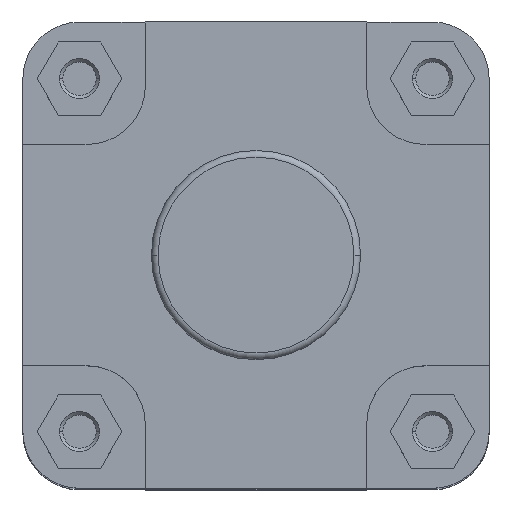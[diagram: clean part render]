
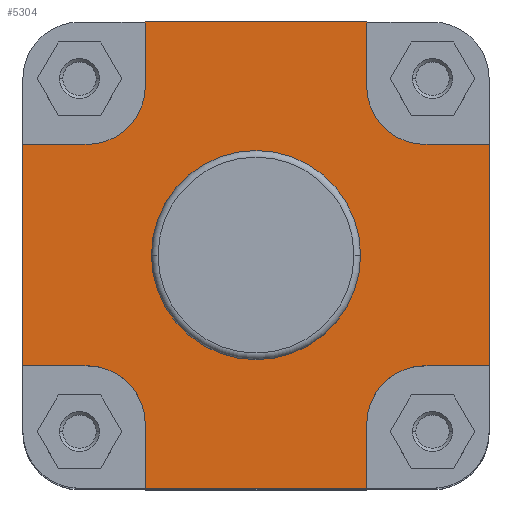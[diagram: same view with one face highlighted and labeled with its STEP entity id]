
A CAD part, top view. The second image highlights one B-rep face of the part: STEP entity #5304.
In plain terms, the highlighted planar face has unit normal (0, 0, 1).
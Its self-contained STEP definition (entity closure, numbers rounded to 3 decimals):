
#480 = CIRCLE ( 'NONE', #1946, 31.4 ) ;
#560 = LINE ( 'NONE', #2626, #564 ) ;
#563 = VECTOR ( 'NONE', #2634, 1000. ) ;
#564 = VECTOR ( 'NONE', #2628, 1000. ) ;
#565 = LINE ( 'NONE', #2633, #563 ) ;
#566 = LINE ( 'NONE', #2644, #573 ) ;
#568 = VECTOR ( 'NONE', #2645, 1000. ) ;
#569 = CIRCLE ( 'NONE', #1956, 31.4 ) ;
#571 = LINE ( 'NONE', #2639, #568 ) ;
#572 = CIRCLE ( 'NONE', #1959, 17.5 ) ;
#573 = VECTOR ( 'NONE', #2646, 1000. ) ;
#574 = VECTOR ( 'NONE', #2654, 1000. ) ;
#575 = LINE ( 'NONE', #2648, #576 ) ;
#576 = VECTOR ( 'NONE', #2649, 1000. ) ;
#577 = LINE ( 'NONE', #2655, #582 ) ;
#578 = LINE ( 'NONE', #2653, #581 ) ;
#579 = LINE ( 'NONE', #2647, #574 ) ;
#580 = CIRCLE ( 'NONE', #1961, 17.5 ) ;
#581 = VECTOR ( 'NONE', #2656, 1000. ) ;
#582 = VECTOR ( 'NONE', #2658, 1000. ) ;
#583 = VECTOR ( 'NONE', #2663, 1000. ) ;
#584 = LINE ( 'NONE', #2664, #589 ) ;
#585 = LINE ( 'NONE', #2662, #588 ) ;
#586 = LINE ( 'NONE', #2657, #583 ) ;
#587 = CIRCLE ( 'NONE', #1960, 17.5 ) ;
#588 = VECTOR ( 'NONE', #2665, 1000. ) ;
#589 = VECTOR ( 'NONE', #2667, 1000. ) ;
#590 = VECTOR ( 'NONE', #2672, 1000. ) ;
#591 = LINE ( 'NONE', #2666, #590 ) ;
#592 = CIRCLE ( 'NONE', #1957, 17.5 ) ;
#944 = FACE_BOUND ( 'NONE', #6764, .T. ) ;
#954 = FACE_OUTER_BOUND ( 'NONE', #6743, .T. ) ;
#1549 = EDGE_CURVE ( 'NONE', #7228, #7424, #480, .T. ) ;
#1600 = EDGE_CURVE ( 'NONE', #7297, #7299, #560, .T. ) ;
#1602 = EDGE_CURVE ( 'NONE', #7294, #7311, #565, .T. ) ;
#1603 = EDGE_CURVE ( 'NONE', #7424, #7228, #569, .T. ) ;
#1605 = EDGE_CURVE ( 'NONE', #7311, #7314, #572, .T. ) ;
#1606 = EDGE_CURVE ( 'NONE', #7314, #7299, #571, .T. ) ;
#1607 = EDGE_CURVE ( 'NONE', #7294, #7293, #566, .T. ) ;
#1608 = EDGE_CURVE ( 'NONE', #7272, #7293, #575, .T. ) ;
#1609 = EDGE_CURVE ( 'NONE', #7276, #7272, #580, .T. ) ;
#1610 = EDGE_CURVE ( 'NONE', #7300, #7276, #579, .T. ) ;
#1611 = EDGE_CURVE ( 'NONE', #7310, #7300, #578, .T. ) ;
#1612 = EDGE_CURVE ( 'NONE', #7257, #7310, #577, .T. ) ;
#1613 = EDGE_CURVE ( 'NONE', #7308, #7257, #587, .T. ) ;
#1614 = EDGE_CURVE ( 'NONE', #7466, #7308, #586, .T. ) ;
#1615 = EDGE_CURVE ( 'NONE', #7471, #7466, #585, .T. ) ;
#1616 = EDGE_CURVE ( 'NONE', #7542, #7471, #584, .T. ) ;
#1617 = EDGE_CURVE ( 'NONE', #7464, #7542, #592, .T. ) ;
#1618 = EDGE_CURVE ( 'NONE', #7297, #7464, #591, .T. ) ;
#1946 = AXIS2_PLACEMENT_3D ( 'NONE', #2522, #2526, #2527 ) ;
#1956 = AXIS2_PLACEMENT_3D ( 'NONE', #2635, #2637, #2638 ) ;
#1957 = AXIS2_PLACEMENT_3D ( 'NONE', #2668, #2669, #2670 ) ;
#1959 = AXIS2_PLACEMENT_3D ( 'NONE', #2636, #2642, #2643 ) ;
#1960 = AXIS2_PLACEMENT_3D ( 'NONE', #2659, #2660, #2661 ) ;
#1961 = AXIS2_PLACEMENT_3D ( 'NONE', #2650, #2651, #2652 ) ;
#2082 = AXIS2_PLACEMENT_3D ( 'NONE', #3211, #3213, #3214 ) ;
#2522 = CARTESIAN_POINT ( 'NONE',  ( 0., 0., -6. ) ) ;
#2526 = DIRECTION ( 'NONE',  ( 0., 0., 1. ) ) ;
#2527 = DIRECTION ( 'NONE',  ( 1., 0., 0. ) ) ;
#2626 = CARTESIAN_POINT ( 'NONE',  ( -70., -154.141, -6. ) ) ;
#2628 = DIRECTION ( 'NONE',  ( 0., -1., 0. ) ) ;
#2633 = CARTESIAN_POINT ( 'NONE',  ( -33.25, -50.75, -6. ) ) ;
#2634 = DIRECTION ( 'NONE',  ( 0., 1., 0. ) ) ;
#2635 = CARTESIAN_POINT ( 'NONE',  ( 0., 0., -6. ) ) ;
#2636 = CARTESIAN_POINT ( 'NONE',  ( -50.75, -50.75, -6. ) ) ;
#2637 = DIRECTION ( 'NONE',  ( 0., 0., 1. ) ) ;
#2638 = DIRECTION ( 'NONE',  ( 1., 0., 0. ) ) ;
#2639 = CARTESIAN_POINT ( 'NONE',  ( -70., -33.25, -6. ) ) ;
#2642 = DIRECTION ( 'NONE',  ( 0., 0., 1. ) ) ;
#2643 = DIRECTION ( 'NONE',  ( -1., 0., 0. ) ) ;
#2644 = CARTESIAN_POINT ( 'NONE',  ( 0., -70., -6. ) ) ;
#2645 = DIRECTION ( 'NONE',  ( -1., 0., 0. ) ) ;
#2646 = DIRECTION ( 'NONE',  ( 1., 0., 0. ) ) ;
#2647 = CARTESIAN_POINT ( 'NONE',  ( 50.75, -33.25, -6. ) ) ;
#2648 = CARTESIAN_POINT ( 'NONE',  ( 33.25, -70., -6. ) ) ;
#2649 = DIRECTION ( 'NONE',  ( 0., -1., 0. ) ) ;
#2650 = CARTESIAN_POINT ( 'NONE',  ( 50.75, -50.75, -6. ) ) ;
#2651 = DIRECTION ( 'NONE',  ( 0., 0., 1. ) ) ;
#2652 = DIRECTION ( 'NONE',  ( -1., 0., 0. ) ) ;
#2653 = CARTESIAN_POINT ( 'NONE',  ( 70., -154.141, -6. ) ) ;
#2654 = DIRECTION ( 'NONE',  ( -1., 0., 0. ) ) ;
#2655 = CARTESIAN_POINT ( 'NONE',  ( 70., 33.25, -6. ) ) ;
#2656 = DIRECTION ( 'NONE',  ( 0., -1., 0. ) ) ;
#2657 = CARTESIAN_POINT ( 'NONE',  ( 33.25, 50.75, -6. ) ) ;
#2658 = DIRECTION ( 'NONE',  ( 1., 0., 0. ) ) ;
#2659 = CARTESIAN_POINT ( 'NONE',  ( 50.75, 50.75, -6. ) ) ;
#2660 = DIRECTION ( 'NONE',  ( 0., 0., 1. ) ) ;
#2661 = DIRECTION ( 'NONE',  ( -1., 0., 0. ) ) ;
#2662 = CARTESIAN_POINT ( 'NONE',  ( 0., 70., -6. ) ) ;
#2663 = DIRECTION ( 'NONE',  ( 0., -1., 0. ) ) ;
#2664 = CARTESIAN_POINT ( 'NONE',  ( -33.25, 70., -6. ) ) ;
#2665 = DIRECTION ( 'NONE',  ( 1., 0., 0. ) ) ;
#2666 = CARTESIAN_POINT ( 'NONE',  ( -50.75, 33.25, -6. ) ) ;
#2667 = DIRECTION ( 'NONE',  ( 0., 1., 0. ) ) ;
#2668 = CARTESIAN_POINT ( 'NONE',  ( -50.75, 50.75, -6. ) ) ;
#2669 = DIRECTION ( 'NONE',  ( 0., 0., 1. ) ) ;
#2670 = DIRECTION ( 'NONE',  ( -1., 0., 0. ) ) ;
#2672 = DIRECTION ( 'NONE',  ( 1., 0., 0. ) ) ;
#3211 = CARTESIAN_POINT ( 'NONE',  ( 0., 31.4, -6. ) ) ;
#3212 = PLANE ( 'NONE',  #2082 ) ;
#3213 = DIRECTION ( 'NONE',  ( 0., 0., -1. ) ) ;
#3214 = DIRECTION ( 'NONE',  ( -1., 0., 0. ) ) ;
#4291 = CARTESIAN_POINT ( 'NONE',  ( 31.4, 0., -6. ) ) ;
#4323 = CARTESIAN_POINT ( 'NONE',  ( 50.75, 33.25, -6. ) ) ;
#4338 = CARTESIAN_POINT ( 'NONE',  ( 33.25, -50.75, -6. ) ) ;
#4341 = CARTESIAN_POINT ( 'NONE',  ( 50.75, -33.25, -6. ) ) ;
#4352 = CARTESIAN_POINT ( 'NONE',  ( 33.25, -70., -6. ) ) ;
#4353 = CARTESIAN_POINT ( 'NONE',  ( -33.25, -70., -6. ) ) ;
#4356 = CARTESIAN_POINT ( 'NONE',  ( -70., 33.25, -6. ) ) ;
#4358 = CARTESIAN_POINT ( 'NONE',  ( -70., -33.25, -6. ) ) ;
#4359 = CARTESIAN_POINT ( 'NONE',  ( 70., -33.25, -6. ) ) ;
#4363 = CARTESIAN_POINT ( 'NONE',  ( 33.25, 50.75, -6. ) ) ;
#4365 = CARTESIAN_POINT ( 'NONE',  ( 70., 33.25, -6. ) ) ;
#4366 = CARTESIAN_POINT ( 'NONE',  ( -33.25, -50.75, -6. ) ) ;
#4369 = CARTESIAN_POINT ( 'NONE',  ( -50.75, -33.25, -6. ) ) ;
#4465 = CARTESIAN_POINT ( 'NONE',  ( -31.4, 0., -6. ) ) ;
#4486 = CARTESIAN_POINT ( 'NONE',  ( -50.75, 33.25, -6. ) ) ;
#4488 = CARTESIAN_POINT ( 'NONE',  ( 33.25, 70., -6. ) ) ;
#4491 = CARTESIAN_POINT ( 'NONE',  ( -33.25, 70., -6. ) ) ;
#4513 = CARTESIAN_POINT ( 'NONE',  ( -33.25, 50.75, -6. ) ) ;
#5304 = ADVANCED_FACE ( 'NONE', ( #944, #954 ), #3212, .F. ) ;
#6214 = ORIENTED_EDGE ( 'NONE', *, *, #1549, .F. ) ;
#6215 = ORIENTED_EDGE ( 'NONE', *, *, #1603, .F. ) ;
#6216 = ORIENTED_EDGE ( 'NONE', *, *, #1600, .T. ) ;
#6217 = ORIENTED_EDGE ( 'NONE', *, *, #1606, .F. ) ;
#6218 = ORIENTED_EDGE ( 'NONE', *, *, #1605, .F. ) ;
#6219 = ORIENTED_EDGE ( 'NONE', *, *, #1602, .F. ) ;
#6220 = ORIENTED_EDGE ( 'NONE', *, *, #1607, .T. ) ;
#6221 = ORIENTED_EDGE ( 'NONE', *, *, #1608, .F. ) ;
#6222 = ORIENTED_EDGE ( 'NONE', *, *, #1609, .F. ) ;
#6223 = ORIENTED_EDGE ( 'NONE', *, *, #1610, .F. ) ;
#6224 = ORIENTED_EDGE ( 'NONE', *, *, #1611, .F. ) ;
#6225 = ORIENTED_EDGE ( 'NONE', *, *, #1612, .F. ) ;
#6226 = ORIENTED_EDGE ( 'NONE', *, *, #1613, .F. ) ;
#6227 = ORIENTED_EDGE ( 'NONE', *, *, #1614, .F. ) ;
#6228 = ORIENTED_EDGE ( 'NONE', *, *, #1615, .F. ) ;
#6229 = ORIENTED_EDGE ( 'NONE', *, *, #1616, .F. ) ;
#6230 = ORIENTED_EDGE ( 'NONE', *, *, #1617, .F. ) ;
#6231 = ORIENTED_EDGE ( 'NONE', *, *, #1618, .F. ) ;
#6743 = EDGE_LOOP ( 'NONE', ( #6216, #6217, #6218, #6219, #6220, #6221, #6222, #6223, #6224, #6225, #6226, #6227, #6228, #6229, #6230, #6231 ) ) ;
#6764 = EDGE_LOOP ( 'NONE', ( #6214, #6215 ) ) ;
#7228 = VERTEX_POINT ( 'NONE', #4291 ) ;
#7257 = VERTEX_POINT ( 'NONE', #4323 ) ;
#7272 = VERTEX_POINT ( 'NONE', #4338 ) ;
#7276 = VERTEX_POINT ( 'NONE', #4341 ) ;
#7293 = VERTEX_POINT ( 'NONE', #4352 ) ;
#7294 = VERTEX_POINT ( 'NONE', #4353 ) ;
#7297 = VERTEX_POINT ( 'NONE', #4356 ) ;
#7299 = VERTEX_POINT ( 'NONE', #4358 ) ;
#7300 = VERTEX_POINT ( 'NONE', #4359 ) ;
#7308 = VERTEX_POINT ( 'NONE', #4363 ) ;
#7310 = VERTEX_POINT ( 'NONE', #4365 ) ;
#7311 = VERTEX_POINT ( 'NONE', #4366 ) ;
#7314 = VERTEX_POINT ( 'NONE', #4369 ) ;
#7424 = VERTEX_POINT ( 'NONE', #4465 ) ;
#7464 = VERTEX_POINT ( 'NONE', #4486 ) ;
#7466 = VERTEX_POINT ( 'NONE', #4488 ) ;
#7471 = VERTEX_POINT ( 'NONE', #4491 ) ;
#7542 = VERTEX_POINT ( 'NONE', #4513 ) ;
